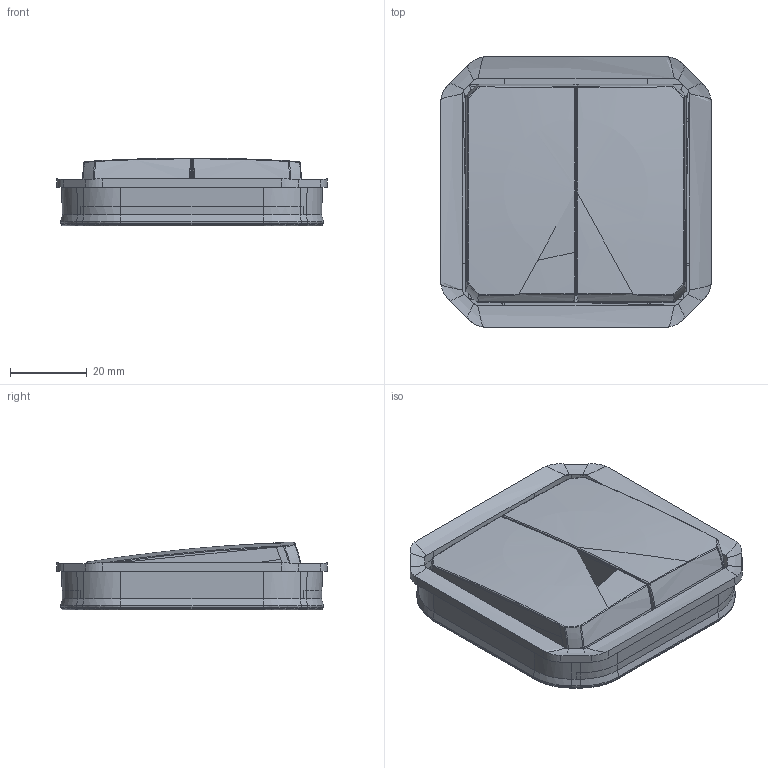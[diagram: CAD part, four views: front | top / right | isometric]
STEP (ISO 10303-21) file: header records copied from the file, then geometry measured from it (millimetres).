
FILE_DESCRIPTION(('CATIA V5 STEP Exchange','CAx-IF Rec.Pracs.--- Model Styling and Organization---1.5--- 2016-08-15','CAx-IF Rec.Pracs.---Supplemental Geometry---1.0---2011-11-01','CAx-IF Rec.Pracs.--- Composite Materials ---1.1---2010-07-15'),'2;1');
FILE_NAME('069525 COMPOSABLE DEMI DOIGT.stp','2022-03-29T13:06:50+00:00',('none'),('none'),'CATIA Version 5-6 Release 2020 SP3','CATIA V5 STEP AP214 v2','none');
FILE_SCHEMA(('AUTOMOTIVE_DESIGN { 1 0 10303 214 1 1 1 1 }'));
Length unit declared in the file: millimetre
Products named in the file (1): Part21
Bounding box: 70.5 x 70.5 x 17.65 mm (x, y, z)
Surface area: 17949 mm2 (no closed solid volume)
Topology: 0 solids, 3 shells, 231 faces, 564 edges, 305 vertices
Faces by surface type: bspline 109, plane 45, cylinder 44, torus 18, sphere 8, cone 7
Entity records: 9268 total; most frequent: CARTESIAN_POINT 5275, ORIENTED_EDGE 1014, EDGE_CURVE 541, DIRECTION 396, B_SPLINE_CURVE_WITH_KNOTS 356, VERTEX_POINT 305, EDGE_LOOP 232, ADVANCED_FACE 231
